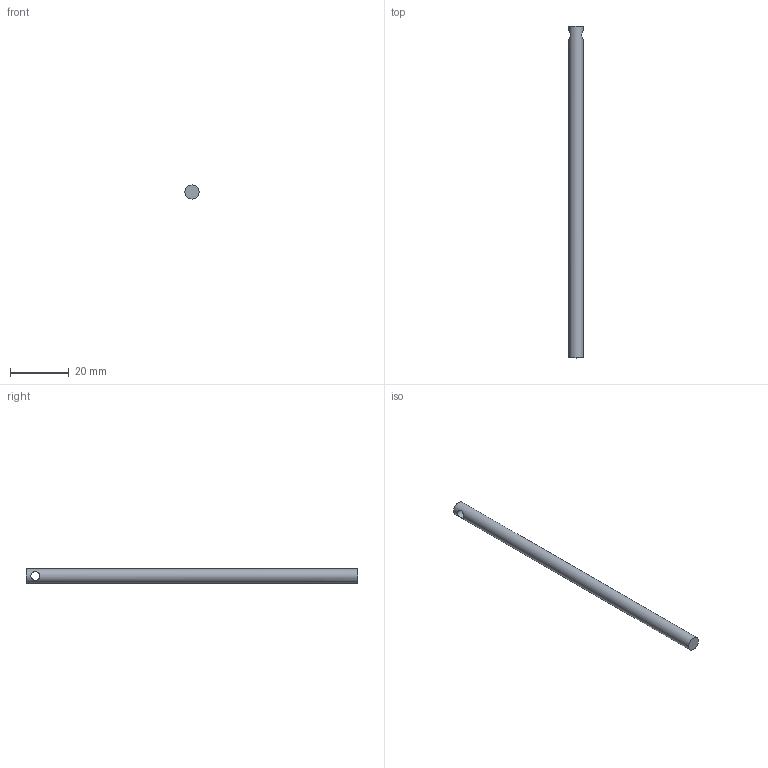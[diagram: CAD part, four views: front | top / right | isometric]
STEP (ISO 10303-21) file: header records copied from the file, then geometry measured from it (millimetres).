
FILE_DESCRIPTION(/* description */ (''),/* implementation_level */ '2;1');
FILE_NAME(/* name */ '',/* time_stamp */ '2022-12-30T16:41:21+08:00',/* author */ (''),/* organization */ (''),/* preprocessor_version */ 'ST-DEVELOPER v19.2',/* originating_system */ 'Autodesk Translation Framework v11.17.0.187',/* authorisation */ '');
FILE_SCHEMA (('AUTOMOTIVE_DESIGN { 1 0 10303 214 3 1 1 }'));
Length unit declared in the file: millimetre
Products named in the file (1): 活塞杆
Bounding box: 4.8 x 113.2 x 4.8 mm (x, y, z)
Volume: 2016.2 mm3; surface area: 1768.7 mm2
Topology: 1 solids, 1 shells, 4 faces, 11 edges, 8 vertices
Faces by surface type: cylinder 2, plane 2
Full cylindrical faces by diameter (mm): 3 x1, 4.8 x1
Entity records: 228 total; most frequent: CARTESIAN_POINT 94, ORIENTED_EDGE 22, DIRECTION 17, EDGE_CURVE 11, VERTEX_POINT 8, AXIS2_PLACEMENT_3D 7, B_SPLINE_CURVE_WITH_KNOTS 6, EDGE_LOOP 5
